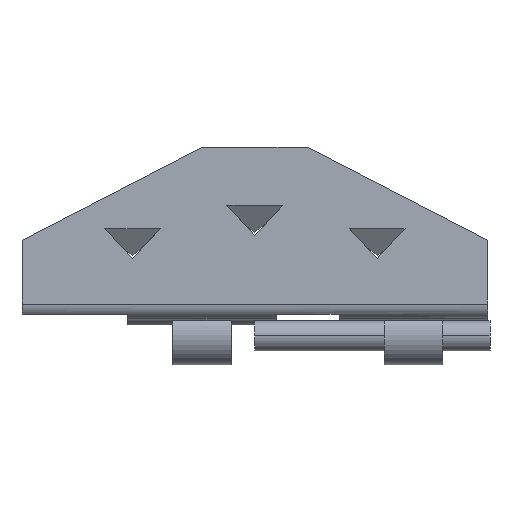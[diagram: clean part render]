
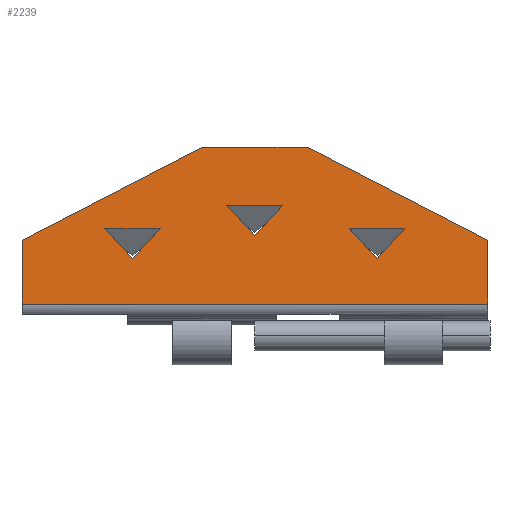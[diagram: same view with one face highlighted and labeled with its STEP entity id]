
A CAD part, top view. The second image highlights one B-rep face of the part: STEP entity #2239.
In plain terms, the highlighted face is planar.
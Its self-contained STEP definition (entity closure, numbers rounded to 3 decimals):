
#10 = VECTOR ( 'NONE', #595, 1000. ) ;
#29 = DIRECTION ( 'NONE',  ( -0.678, -0.735, 0. ) ) ;
#35 = CARTESIAN_POINT ( 'NONE',  ( -10., -3., 0. ) ) ;
#72 = VERTEX_POINT ( 'NONE', #2086 ) ;
#79 = EDGE_CURVE ( 'NONE', #72, #2414, #1782, .T. ) ;
#128 = DIRECTION ( 'NONE',  ( -0.678, -0.735, 0. ) ) ;
#138 = CARTESIAN_POINT ( 'NONE',  ( 0., -3.2, 0. ) ) ;
#174 = VERTEX_POINT ( 'NONE', #753 ) ;
#180 = CARTESIAN_POINT ( 'NONE',  ( 4.05, -3.5, 0. ) ) ;
#183 = CARTESIAN_POINT ( 'NONE',  ( -6.45, -3.5, 0. ) ) ;
#188 = AXIS2_PLACEMENT_3D ( 'NONE', #378, #1721, #369 ) ;
#225 = VECTOR ( 'NONE', #1051, 1000. ) ;
#308 = CARTESIAN_POINT ( 'NONE',  ( 0., -0.255, 0. ) ) ;
#310 = VECTOR ( 'NONE', #474, 1000. ) ;
#339 = VERTEX_POINT ( 'NONE', #1867 ) ;
#346 = EDGE_LOOP ( 'NONE', ( #1814, #1510, #879, #1003, #1028, #1055 ) ) ;
#364 = DIRECTION ( 'NONE',  ( 1., 0., 0. ) ) ;
#369 = DIRECTION ( 'NONE',  ( 1., 0., 0. ) ) ;
#378 = CARTESIAN_POINT ( 'NONE',  ( 0., 0., 0. ) ) ;
#466 = EDGE_CURVE ( 'NONE', #1855, #804, #2396, .T. ) ;
#474 = DIRECTION ( 'NONE',  ( 0., -1., 0. ) ) ;
#519 = CARTESIAN_POINT ( 'NONE',  ( -10., -0.255, 0. ) ) ;
#528 = EDGE_CURVE ( 'NONE', #956, #1855, #1919, .T. ) ;
#584 = DIRECTION ( 'NONE',  ( 1., 0., 0. ) ) ;
#586 = VECTOR ( 'NONE', #1904, 1000. ) ;
#595 = DIRECTION ( 'NONE',  ( 0.889, 0.459, 0. ) ) ;
#608 = ORIENTED_EDGE ( 'NONE', *, *, #79, .T. ) ;
#650 = CARTESIAN_POINT ( 'NONE',  ( 4.05, -3.5, 0. ) ) ;
#697 = ORIENTED_EDGE ( 'NONE', *, *, #800, .T. ) ;
#700 = ORIENTED_EDGE ( 'NONE', *, *, #2259, .T. ) ;
#744 = FACE_BOUND ( 'NONE', #1227, .T. ) ;
#747 = LINE ( 'NONE', #1465, #2241 ) ;
#753 = CARTESIAN_POINT ( 'NONE',  ( 10., -3., 0. ) ) ;
#787 = LINE ( 'NONE', #1134, #927 ) ;
#800 = EDGE_CURVE ( 'NONE', #1186, #1544, #787, .T. ) ;
#804 = VERTEX_POINT ( 'NONE', #1501 ) ;
#819 = ORIENTED_EDGE ( 'NONE', *, *, #1748, .T. ) ;
#847 = CARTESIAN_POINT ( 'NONE',  ( -4.05, -3.5, 0. ) ) ;
#858 = FACE_OUTER_BOUND ( 'NONE', #346, .T. ) ;
#862 = VECTOR ( 'NONE', #584, 1000. ) ;
#879 = ORIENTED_EDGE ( 'NONE', *, *, #1879, .F. ) ;
#901 = CARTESIAN_POINT ( 'NONE',  ( 10., 0., 0. ) ) ;
#912 = LINE ( 'NONE', #180, #1309 ) ;
#927 = VECTOR ( 'NONE', #364, 1000. ) ;
#956 = VERTEX_POINT ( 'NONE', #35 ) ;
#1003 = ORIENTED_EDGE ( 'NONE', *, *, #466, .F. ) ;
#1017 = VERTEX_POINT ( 'NONE', #650 ) ;
#1028 = ORIENTED_EDGE ( 'NONE', *, *, #528, .F. ) ;
#1042 = CARTESIAN_POINT ( 'NONE',  ( -1.2, -4.5, 0. ) ) ;
#1051 = DIRECTION ( 'NONE',  ( -1., 0., 0. ) ) ;
#1055 = ORIENTED_EDGE ( 'NONE', *, *, #2145, .F. ) ;
#1075 = LINE ( 'NONE', #901, #586 ) ;
#1112 = DIRECTION ( 'NONE',  ( 0.889, -0.459, 0. ) ) ;
#1134 = CARTESIAN_POINT ( 'NONE',  ( 1.2, -4.5, 0. ) ) ;
#1143 = EDGE_CURVE ( 'NONE', #2108, #1282, #1318, .T. ) ;
#1148 = DIRECTION ( 'NONE',  ( -0.678, 0.735, 0. ) ) ;
#1172 = ORIENTED_EDGE ( 'NONE', *, *, #1660, .T. ) ;
#1186 = VERTEX_POINT ( 'NONE', #1042 ) ;
#1194 = VECTOR ( 'NONE', #1112, 1000. ) ;
#1212 = DIRECTION ( 'NONE',  ( -0.678, 0.735, 0. ) ) ;
#1227 = EDGE_LOOP ( 'NONE', ( #1239, #1268, #697 ) ) ;
#1239 = ORIENTED_EDGE ( 'NONE', *, *, #1561, .T. ) ;
#1247 = FACE_BOUND ( 'NONE', #2162, .T. ) ;
#1268 = ORIENTED_EDGE ( 'NONE', *, *, #2338, .T. ) ;
#1282 = VERTEX_POINT ( 'NONE', #519 ) ;
#1309 = VECTOR ( 'NONE', #29, 1000. ) ;
#1318 = LINE ( 'NONE', #308, #225 ) ;
#1360 = DIRECTION ( 'NONE',  ( -0.678, -0.735, 0. ) ) ;
#1392 = VECTOR ( 'NONE', #1212, 1000. ) ;
#1424 = LINE ( 'NONE', #183, #862 ) ;
#1438 = CARTESIAN_POINT ( 'NONE',  ( -5.25, -2.2, 0. ) ) ;
#1465 = CARTESIAN_POINT ( 'NONE',  ( 6.45, -3.5, 0. ) ) ;
#1488 = LINE ( 'NONE', #1535, #1905 ) ;
#1501 = CARTESIAN_POINT ( 'NONE',  ( 2.25, -7., 0. ) ) ;
#1510 = ORIENTED_EDGE ( 'NONE', *, *, #1788, .F. ) ;
#1529 = ORIENTED_EDGE ( 'NONE', *, *, #1826, .T. ) ;
#1532 = EDGE_LOOP ( 'NONE', ( #819, #608, #700 ) ) ;
#1535 = CARTESIAN_POINT ( 'NONE',  ( -1.2, -4.5, 0. ) ) ;
#1544 = VERTEX_POINT ( 'NONE', #1988 ) ;
#1561 = EDGE_CURVE ( 'NONE', #1544, #1804, #2267, .T. ) ;
#1607 = CARTESIAN_POINT ( 'NONE',  ( -6.45, -3.5, 0. ) ) ;
#1613 = DIRECTION ( 'NONE',  ( -0.678, 0.735, 0. ) ) ;
#1660 = EDGE_CURVE ( 'NONE', #1927, #2155, #2296, .T. ) ;
#1690 = CARTESIAN_POINT ( 'NONE',  ( -2.25, -7., 0. ) ) ;
#1721 = DIRECTION ( 'NONE',  ( 0., 0., 1. ) ) ;
#1748 = EDGE_CURVE ( 'NONE', #1017, #72, #747, .T. ) ;
#1768 = LINE ( 'NONE', #2384, #310 ) ;
#1781 = CARTESIAN_POINT ( 'NONE',  ( 0., -3.2, 0. ) ) ;
#1782 = LINE ( 'NONE', #2473, #2222 ) ;
#1788 = EDGE_CURVE ( 'NONE', #174, #2108, #1075, .T. ) ;
#1798 = CARTESIAN_POINT ( 'NONE',  ( 5.25, -2.2, 0. ) ) ;
#1804 = VERTEX_POINT ( 'NONE', #138 ) ;
#1814 = ORIENTED_EDGE ( 'NONE', *, *, #1143, .F. ) ;
#1826 = EDGE_CURVE ( 'NONE', #2155, #339, #1424, .T. ) ;
#1838 = LINE ( 'NONE', #847, #1934 ) ;
#1845 = VECTOR ( 'NONE', #128, 1000. ) ;
#1855 = VERTEX_POINT ( 'NONE', #2303 ) ;
#1867 = CARTESIAN_POINT ( 'NONE',  ( -4.05, -3.5, 0. ) ) ;
#1879 = EDGE_CURVE ( 'NONE', #804, #174, #2289, .T. ) ;
#1888 = VECTOR ( 'NONE', #2278, 1000. ) ;
#1904 = DIRECTION ( 'NONE',  ( 0., 1., 0. ) ) ;
#1905 = VECTOR ( 'NONE', #1360, 1000. ) ;
#1919 = LINE ( 'NONE', #2262, #1194 ) ;
#1927 = VERTEX_POINT ( 'NONE', #2115 ) ;
#1934 = VECTOR ( 'NONE', #1613, 1000. ) ;
#1988 = CARTESIAN_POINT ( 'NONE',  ( 1.2, -4.5, 0. ) ) ;
#2085 = DIRECTION ( 'NONE',  ( 1., 0., 0. ) ) ;
#2086 = CARTESIAN_POINT ( 'NONE',  ( 6.45, -3.5, 0. ) ) ;
#2087 = EDGE_CURVE ( 'NONE', #339, #1927, #1838, .T. ) ;
#2108 = VERTEX_POINT ( 'NONE', #2405 ) ;
#2115 = CARTESIAN_POINT ( 'NONE',  ( -5.25, -2.2, 0. ) ) ;
#2130 = PLANE ( 'NONE',  #188 ) ;
#2134 = CARTESIAN_POINT ( 'NONE',  ( 10., -3., 0. ) ) ;
#2145 = EDGE_CURVE ( 'NONE', #1282, #956, #1768, .T. ) ;
#2155 = VERTEX_POINT ( 'NONE', #1607 ) ;
#2162 = EDGE_LOOP ( 'NONE', ( #1172, #1529, #2432 ) ) ;
#2222 = VECTOR ( 'NONE', #1148, 1000. ) ;
#2239 = ADVANCED_FACE ( 'NONE', ( #858, #1247, #744, #2347 ), #2130, .F. ) ;
#2241 = VECTOR ( 'NONE', #2085, 1000. ) ;
#2259 = EDGE_CURVE ( 'NONE', #2414, #1017, #912, .T. ) ;
#2262 = CARTESIAN_POINT ( 'NONE',  ( -2.25, -7., 0. ) ) ;
#2267 = LINE ( 'NONE', #1781, #1392 ) ;
#2278 = DIRECTION ( 'NONE',  ( 1., 0., 0. ) ) ;
#2289 = LINE ( 'NONE', #2134, #10 ) ;
#2296 = LINE ( 'NONE', #1438, #1845 ) ;
#2303 = CARTESIAN_POINT ( 'NONE',  ( -2.25, -7., 0. ) ) ;
#2338 = EDGE_CURVE ( 'NONE', #1804, #1186, #1488, .T. ) ;
#2347 = FACE_BOUND ( 'NONE', #1532, .T. ) ;
#2384 = CARTESIAN_POINT ( 'NONE',  ( -10., -0.6, 0. ) ) ;
#2396 = LINE ( 'NONE', #1690, #1888 ) ;
#2405 = CARTESIAN_POINT ( 'NONE',  ( 10., -0.255, 0. ) ) ;
#2414 = VERTEX_POINT ( 'NONE', #1798 ) ;
#2432 = ORIENTED_EDGE ( 'NONE', *, *, #2087, .T. ) ;
#2473 = CARTESIAN_POINT ( 'NONE',  ( 5.25, -2.2, 0. ) ) ;
